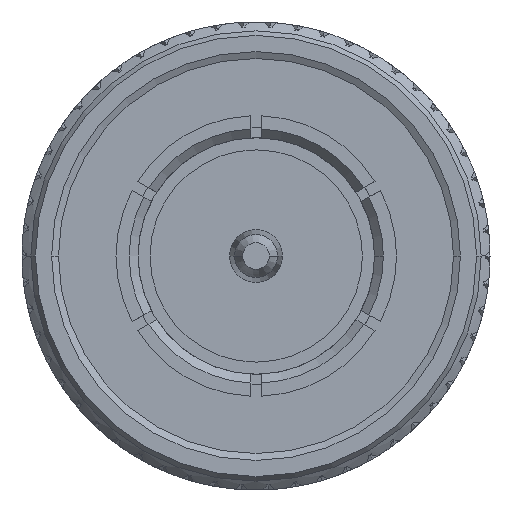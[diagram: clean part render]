
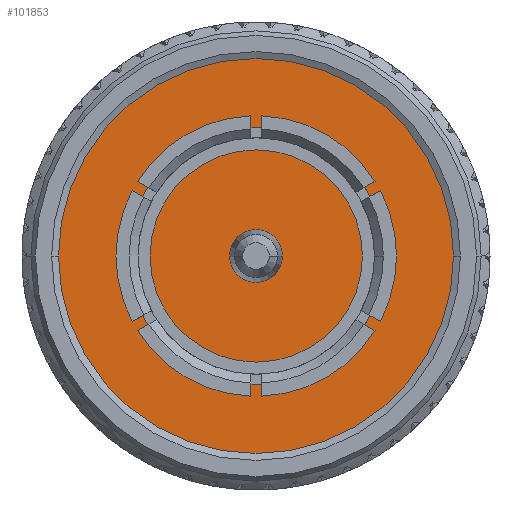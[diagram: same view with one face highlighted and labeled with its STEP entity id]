
A CAD part, left-side view. The second image highlights one B-rep face of the part: STEP entity #101853.
In plain terms, the highlighted planar face has unit normal (-1, 0, 0).
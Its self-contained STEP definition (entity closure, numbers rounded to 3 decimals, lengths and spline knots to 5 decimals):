
#1921 = DIRECTION ( 'NONE',  ( -1., 0., 0. ) ) ;
#10277 = AXIS2_PLACEMENT_3D ( 'NONE', #55499, #84007, #23186 ) ;
#16753 = CARTESIAN_POINT ( 'NONE',  ( -0.34687, -0.33173, 0. ) ) ;
#23186 = DIRECTION ( 'NONE',  ( 0., 1., 0. ) ) ;
#26367 = EDGE_LOOP ( 'NONE', ( #101497, #87977 ) ) ;
#28420 = AXIS2_PLACEMENT_3D ( 'NONE', #83229, #1921, #123567 ) ;
#31149 = CARTESIAN_POINT ( 'NONE',  ( -0.34687, 0.00044, 0. ) ) ;
#42142 = AXIS2_PLACEMENT_3D ( 'NONE', #31149, #111222, #119178 ) ;
#42857 = FACE_OUTER_BOUND ( 'NONE', #26367, .T. ) ;
#55499 = CARTESIAN_POINT ( 'NONE',  ( -0.34687, 0.00044, 0. ) ) ;
#56529 = CARTESIAN_POINT ( 'NONE',  ( -0.34687, 0.3326, 0. ) ) ;
#56689 = CIRCLE ( 'NONE', #10277, 0.33217 ) ;
#71388 = EDGE_CURVE ( 'NONE', #108510, #109507, #114014, .T. ) ;
#83229 = CARTESIAN_POINT ( 'NONE',  ( -0.34687, 0.3326, 0. ) ) ;
#83883 = PLANE ( 'NONE',  #28420 ) ;
#84007 = DIRECTION ( 'NONE',  ( 1., 0., 0. ) ) ;
#87977 = ORIENTED_EDGE ( 'NONE', *, *, #89946, .F. ) ;
#89946 = EDGE_CURVE ( 'NONE', #109507, #108510, #56689, .T. ) ;
#101497 = ORIENTED_EDGE ( 'NONE', *, *, #71388, .F. ) ;
#101853 = ADVANCED_FACE ( 'NONE', ( #42857 ), #83883, .T. ) ;
#108510 = VERTEX_POINT ( 'NONE', #56529 ) ;
#109507 = VERTEX_POINT ( 'NONE', #16753 ) ;
#111222 = DIRECTION ( 'NONE',  ( 1., 0., 0. ) ) ;
#114014 = CIRCLE ( 'NONE', #42142, 0.33217 ) ;
#119178 = DIRECTION ( 'NONE',  ( 0., 1., 0. ) ) ;
#123567 = DIRECTION ( 'NONE',  ( 0., -1., 0. ) ) ;
